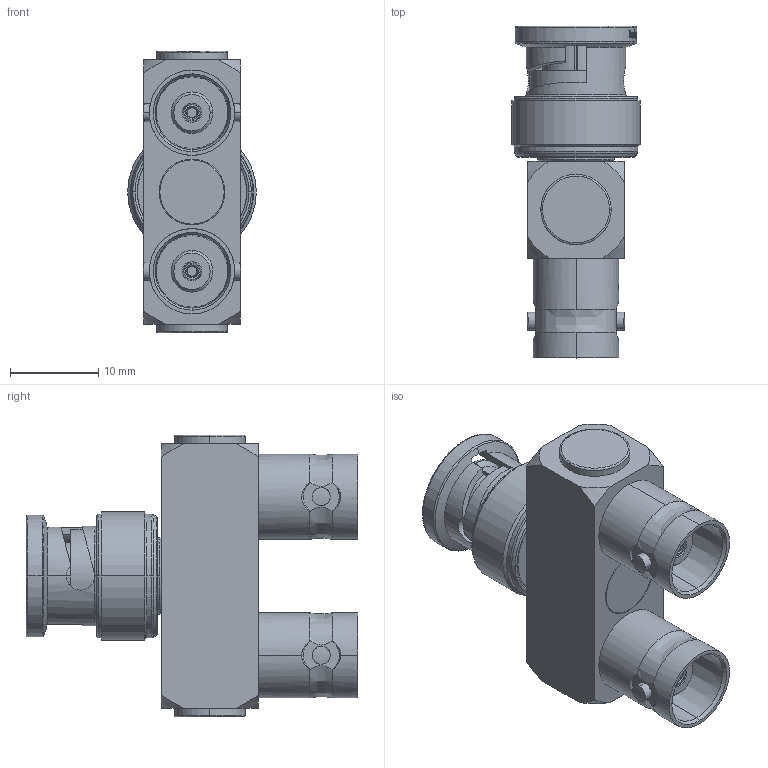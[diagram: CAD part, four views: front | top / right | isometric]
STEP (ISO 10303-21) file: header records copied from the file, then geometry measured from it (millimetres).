
FILE_DESCRIPTION (( 'STEP AP214' ), '1' );
FILE_NAME ('J01004A0009.STEP', '2016-07-19T08:22:22', ( '' ), ( '' ), 'SwSTEP 2.0', 'SolidWorks 2015', '' );
FILE_SCHEMA (( 'AUTOMOTIVE_DESIGN' ));
Length unit declared in the file: millimetre
Products named in the file (1): J01004A0009
Bounding box: 14.6 x 37.65 x 32 mm (x, y, z)
Volume: 6498.1 mm3; surface area: 4280 mm2
Topology: 1 solids, 14 shells, 582 faces, 1493 edges, 989 vertices
Faces by surface type: plane 220, cylinder 168, bspline 124, cone 70
Entity records: 27954 total; most frequent: CARTESIAN_POINT 8445, ORIENTED_EDGE 2986, DIRECTION 2337, EDGE_CURVE 1493, VERTEX_POINT 989, AXIS2_PLACEMENT_3D 863, EDGE_LOOP 640, VECTOR 611
